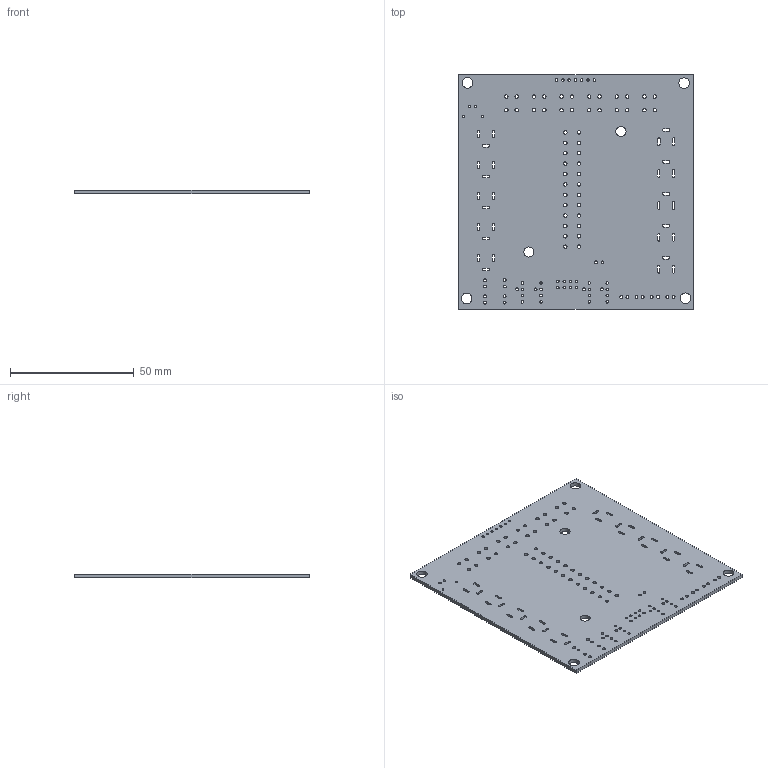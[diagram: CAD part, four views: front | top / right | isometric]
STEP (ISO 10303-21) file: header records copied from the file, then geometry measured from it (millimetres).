
FILE_DESCRIPTION(('KiCad electronic assembly'),'2;1');
FILE_NAME('ABSIS_Power Distribution Unit.step','2023-01-10T01:41:01',( 'Pcbnew'),('Kicad'),'Open CASCADE STEP processor 7.6', 'KiCad to STEP converter','Unknown');
FILE_SCHEMA(('AUTOMOTIVE_DESIGN { 1 0 10303 214 1 1 1 1 }'));
Length unit declared in the file: millimetre
Products named in the file (2): ABSIS_Power Distribution Unit 1; ABSIS_Power Distribution Unit PCB
Assembly tree (1 placements, depth 2):
  ABSIS_Power Distribution Unit 1
    ABSIS_Power Distribution Unit PCB
Bounding box: 95 x 95 x 1.6 mm (x, y, z)
Volume: 13971.4 mm3; surface area: 19184.8 mm2
Topology: 1 solids, 1 shells, 237 faces, 705 edges, 470 vertices
Faces by surface type: cylinder 171, plane 66
Full cylindrical faces by diameter (mm): 0.8 x2, 0.9 x2, 1 x15, 1.02 x16, 1.1 x4, 1.19 x18, 1.4 x48, 4.1 x2, 4.3 x4
Entity records: 18923 total; most frequent: CARTESIAN_POINT 4876, DIRECTION 2593, LINE 1431, VECTOR 1431, ORIENTED_EDGE 1410, PCURVE 1410, DEFINITIONAL_REPRESENTATION 1410, EDGE_CURVE 705
